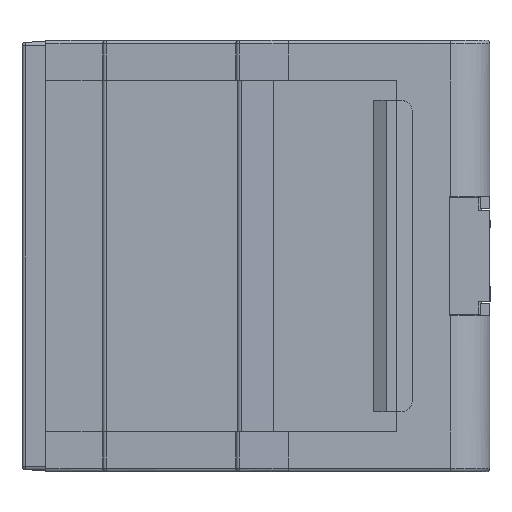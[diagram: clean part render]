
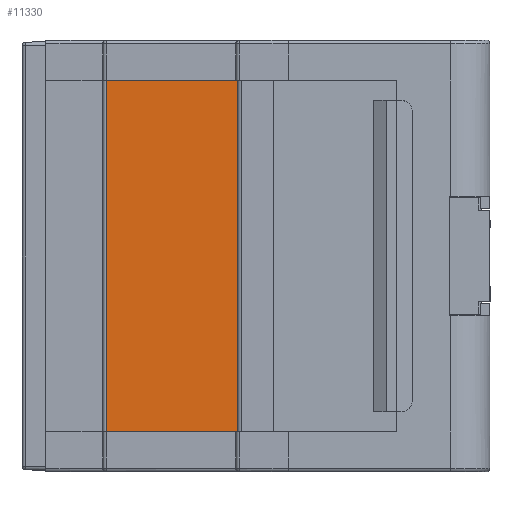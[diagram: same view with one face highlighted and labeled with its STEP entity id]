
A CAD part, left-side view. The second image highlights one B-rep face of the part: STEP entity #11330.
In plain terms, the highlighted planar face has unit normal (-1, 0, 0).
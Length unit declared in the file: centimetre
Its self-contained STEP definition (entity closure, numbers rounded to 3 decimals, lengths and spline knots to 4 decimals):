
#1140 = CARTESIAN_POINT ( 'NONE',  ( -3.0806, 3.5965, -0.5 ) ) ;
#1191 = VECTOR ( 'NONE', #9484, 100. ) ;
#1733 = ORIENTED_EDGE ( 'NONE', *, *, #7792, .F. ) ;
#1782 = CARTESIAN_POINT ( 'NONE',  ( -3.0806, 3.5965, -7.896 ) ) ;
#1923 = EDGE_LOOP ( 'NONE', ( #3089, #1733, #10147, #23004 ) ) ;
#3089 = ORIENTED_EDGE ( 'NONE', *, *, #6441, .F. ) ;
#3316 = VERTEX_POINT ( 'NONE', #16776 ) ;
#3432 = DIRECTION ( 'NONE',  ( 0., 0., 1. ) ) ;
#3630 = LINE ( 'NONE', #8542, #19472 ) ;
#3817 = LINE ( 'NONE', #1140, #24469 ) ;
#5320 = DIRECTION ( 'NONE',  ( 0., 1., 0. ) ) ;
#5398 = VERTEX_POINT ( 'NONE', #11926 ) ;
#6441 = EDGE_CURVE ( 'NONE', #5398, #20927, #11767, .T. ) ;
#7525 = VERTEX_POINT ( 'NONE', #25803 ) ;
#7792 = EDGE_CURVE ( 'NONE', #7525, #5398, #3630, .T. ) ;
#8542 = CARTESIAN_POINT ( 'NONE',  ( -3.0806, 3.5965, -4.85 ) ) ;
#9484 = DIRECTION ( 'NONE',  ( 0., 0., 1. ) ) ;
#10147 = ORIENTED_EDGE ( 'NONE', *, *, #13725, .T. ) ;
#10474 = VECTOR ( 'NONE', #3432, 100. ) ;
#10649 = AXIS2_PLACEMENT_3D ( 'NONE', #1782, #26652, #26304 ) ;
#11330 = ADVANCED_FACE ( 'NONE', ( #15082 ), #18258, .F. ) ;
#11767 = LINE ( 'NONE', #24096, #10474 ) ;
#11926 = CARTESIAN_POINT ( 'NONE',  ( -3.0806, 3.5965, -4.85 ) ) ;
#13718 = EDGE_CURVE ( 'NONE', #3316, #20927, #3817, .T. ) ;
#13725 = EDGE_CURVE ( 'NONE', #7525, #3316, #17696, .T. ) ;
#14924 = DIRECTION ( 'NONE',  ( 0., 1., 0. ) ) ;
#15082 = FACE_OUTER_BOUND ( 'NONE', #1923, .T. ) ;
#16776 = CARTESIAN_POINT ( 'NONE',  ( -3.0806, 1.9693, -0.5 ) ) ;
#17696 = LINE ( 'NONE', #23667, #1191 ) ;
#18258 = PLANE ( 'NONE',  #10649 ) ;
#18351 = CARTESIAN_POINT ( 'NONE',  ( -3.0806, 3.5965, -0.5 ) ) ;
#19472 = VECTOR ( 'NONE', #14924, 100. ) ;
#20927 = VERTEX_POINT ( 'NONE', #18351 ) ;
#23004 = ORIENTED_EDGE ( 'NONE', *, *, #13718, .T. ) ;
#23667 = CARTESIAN_POINT ( 'NONE',  ( -3.0806, 1.9693, -7.896 ) ) ;
#24096 = CARTESIAN_POINT ( 'NONE',  ( -3.0806, 3.5965, -7.896 ) ) ;
#24469 = VECTOR ( 'NONE', #5320, 100. ) ;
#25803 = CARTESIAN_POINT ( 'NONE',  ( -3.0806, 1.9693, -4.85 ) ) ;
#26304 = DIRECTION ( 'NONE',  ( 0., 1., 0. ) ) ;
#26652 = DIRECTION ( 'NONE',  ( 1., 0., 0. ) ) ;
